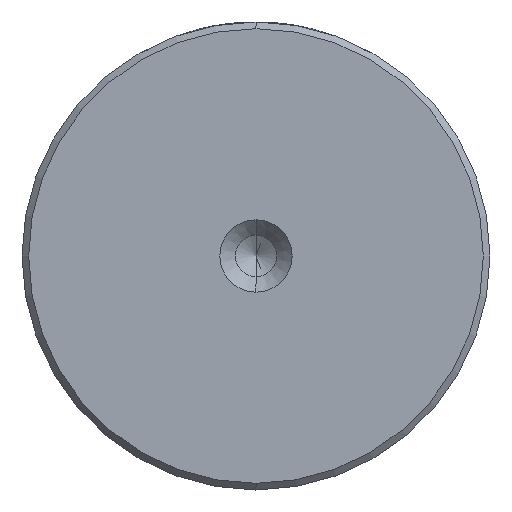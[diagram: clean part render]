
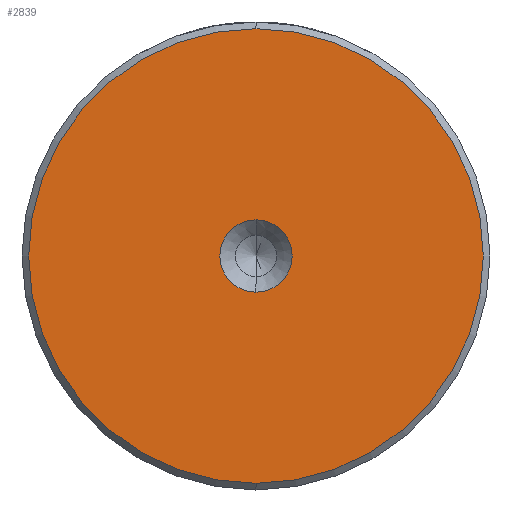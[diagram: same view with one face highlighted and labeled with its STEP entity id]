
A CAD part, left-side view. The second image highlights one B-rep face of the part: STEP entity #2839.
In plain terms, the highlighted planar face has unit normal (-1, 0, 0).
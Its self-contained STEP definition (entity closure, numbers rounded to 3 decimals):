
#15 = DIRECTION ( 'NONE',  ( 0., 0., 1. ) ) ;
#45 = AXIS2_PLACEMENT_3D ( 'NONE', #1256, #2942, #1494 ) ;
#79 = CIRCLE ( 'NONE', #2129, 17. ) ;
#138 = DIRECTION ( 'NONE',  ( 0., 0., 1. ) ) ;
#176 = ORIENTED_EDGE ( 'NONE', *, *, #2440, .T. ) ;
#242 = PLANE ( 'NONE',  #1408 ) ;
#602 = EDGE_LOOP ( 'NONE', ( #1236, #176 ) ) ;
#621 = CIRCLE ( 'NONE', #45, 2.7 ) ;
#748 = VERTEX_POINT ( 'NONE', #2226 ) ;
#792 = DIRECTION ( 'NONE',  ( -1., 0., 0. ) ) ;
#1123 = CARTESIAN_POINT ( 'NONE',  ( 0., 0., 2.7 ) ) ;
#1127 = VERTEX_POINT ( 'NONE', #1123 ) ;
#1229 = DIRECTION ( 'NONE',  ( -1., 0., 0. ) ) ;
#1236 = ORIENTED_EDGE ( 'NONE', *, *, #1583, .T. ) ;
#1256 = CARTESIAN_POINT ( 'NONE',  ( 0., 0., 0. ) ) ;
#1408 = AXIS2_PLACEMENT_3D ( 'NONE', #1945, #1229, #2914 ) ;
#1470 = DIRECTION ( 'NONE',  ( -1., 0., 0. ) ) ;
#1494 = DIRECTION ( 'NONE',  ( 0., 0., 1. ) ) ;
#1551 = EDGE_LOOP ( 'NONE', ( #2353, #1993 ) ) ;
#1574 = CARTESIAN_POINT ( 'NONE',  ( 0., 0., -17. ) ) ;
#1583 = EDGE_CURVE ( 'NONE', #2253, #748, #79, .T. ) ;
#1588 = DIRECTION ( 'NONE',  ( -1., 0., 0. ) ) ;
#1630 = CARTESIAN_POINT ( 'NONE',  ( 0., 0., -2.7 ) ) ;
#1734 = FACE_OUTER_BOUND ( 'NONE', #602, .T. ) ;
#1835 = AXIS2_PLACEMENT_3D ( 'NONE', #2231, #792, #2480 ) ;
#1924 = EDGE_CURVE ( 'NONE', #2150, #1127, #621, .T. ) ;
#1945 = CARTESIAN_POINT ( 'NONE',  ( 0., 0., 0. ) ) ;
#1993 = ORIENTED_EDGE ( 'NONE', *, *, #1924, .F. ) ;
#2077 = EDGE_CURVE ( 'NONE', #1127, #2150, #2502, .T. ) ;
#2129 = AXIS2_PLACEMENT_3D ( 'NONE', #2917, #1470, #15 ) ;
#2150 = VERTEX_POINT ( 'NONE', #1630 ) ;
#2226 = CARTESIAN_POINT ( 'NONE',  ( 0., 0., 17. ) ) ;
#2231 = CARTESIAN_POINT ( 'NONE',  ( 0., 0., 0. ) ) ;
#2253 = VERTEX_POINT ( 'NONE', #1574 ) ;
#2353 = ORIENTED_EDGE ( 'NONE', *, *, #2077, .F. ) ;
#2392 = FACE_BOUND ( 'NONE', #1551, .T. ) ;
#2440 = EDGE_CURVE ( 'NONE', #748, #2253, #2891, .T. ) ;
#2480 = DIRECTION ( 'NONE',  ( 0., 0., 1. ) ) ;
#2502 = CIRCLE ( 'NONE', #2661, 2.7 ) ;
#2661 = AXIS2_PLACEMENT_3D ( 'NONE', #3042, #1588, #138 ) ;
#2839 = ADVANCED_FACE ( 'NONE', ( #1734, #2392 ), #242, .T. ) ;
#2891 = CIRCLE ( 'NONE', #1835, 17. ) ;
#2914 = DIRECTION ( 'NONE',  ( 0., 0., 1. ) ) ;
#2917 = CARTESIAN_POINT ( 'NONE',  ( 0., 0., 0. ) ) ;
#2942 = DIRECTION ( 'NONE',  ( -1., 0., 0. ) ) ;
#3042 = CARTESIAN_POINT ( 'NONE',  ( 0., 0., 0. ) ) ;
